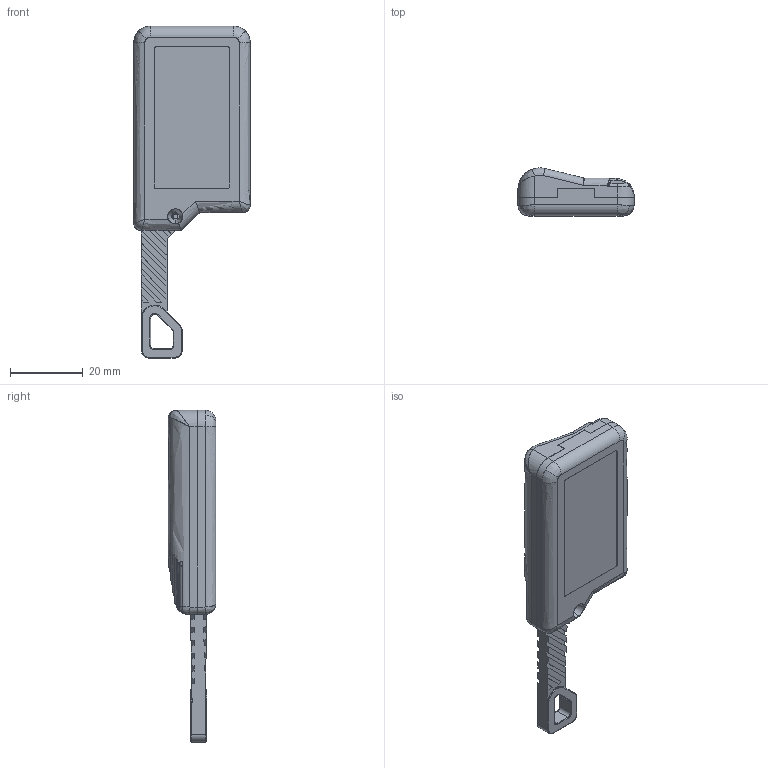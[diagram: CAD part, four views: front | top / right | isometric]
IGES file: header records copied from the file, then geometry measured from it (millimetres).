
Start section: SolidWorks IGES file using analytic representation for surfaces
Global section: file name: P-26.IGS; native system: SolidWorks 2009; preprocessor: SolidWorks 2009; author: lukasz; date: 130415.222748; units: millimetre
Bounding box: 31.9 x 13.1 x 91.01 mm (x, y, z)
Surface area: 12347.3 mm2 (no closed solid volume)
Topology: 0 solids, 0 shells, 440 faces, 4167 edges, 4163 vertices
Faces by surface type: bspline 304, revolution 136
